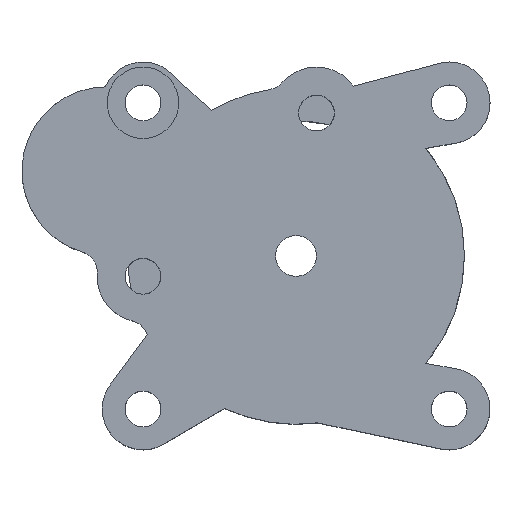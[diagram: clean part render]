
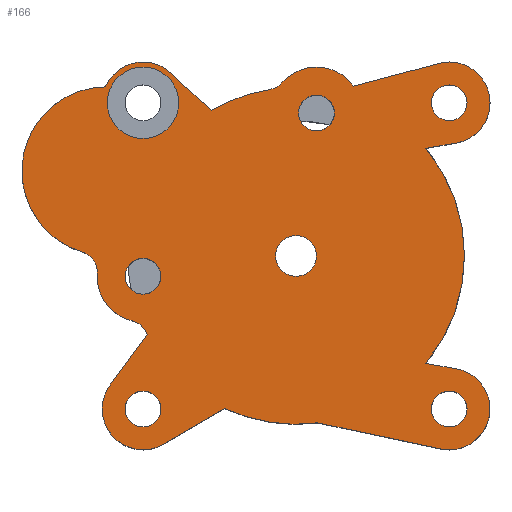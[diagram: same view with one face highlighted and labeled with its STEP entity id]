
A CAD part, top view. The second image highlights one B-rep face of the part: STEP entity #166.
In plain terms, the highlighted planar face has unit normal (0, 0, 1).
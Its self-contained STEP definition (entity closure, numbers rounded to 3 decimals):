
#166=ADVANCED_FACE('',(#373,#374,#375,#376,#377,#378,#379,#380),#381,.T.);
#373=FACE_BOUND('',#619,.T.);
#374=FACE_BOUND('',#620,.T.);
#375=FACE_BOUND('',#621,.T.);
#376=FACE_OUTER_BOUND('',#622,.T.);
#377=FACE_BOUND('',#623,.T.);
#378=FACE_BOUND('',#624,.T.);
#379=FACE_BOUND('',#625,.T.);
#380=FACE_BOUND('',#626,.T.);
#381=PLANE('',#627);
#619=EDGE_LOOP('',(#1074));
#620=EDGE_LOOP('',(#1075));
#621=EDGE_LOOP('',(#1076));
#622=EDGE_LOOP('',(#1077,#1078,#1079,#1080,#1081,#1082,#1083,#1084,#1085,#1086,#1087,#1088,#1089,#1090,#1091,#1092,#1093,#1094,#1095,#1096,#1097));
#623=EDGE_LOOP('',(#1098));
#624=EDGE_LOOP('',(#1099));
#625=EDGE_LOOP('',(#1100));
#626=EDGE_LOOP('',(#1101));
#627=AXIS2_PLACEMENT_3D('',#1102,#1103,#1104);
#1074=ORIENTED_EDGE('',*,*,#1549,.T.);
#1075=ORIENTED_EDGE('',*,*,#1521,.T.);
#1076=ORIENTED_EDGE('',*,*,#1550,.T.);
#1077=ORIENTED_EDGE('',*,*,#1440,.T.);
#1078=ORIENTED_EDGE('',*,*,#1538,.F.);
#1079=ORIENTED_EDGE('',*,*,#1551,.T.);
#1080=ORIENTED_EDGE('',*,*,#1552,.T.);
#1081=ORIENTED_EDGE('',*,*,#1553,.T.);
#1082=ORIENTED_EDGE('',*,*,#1493,.T.);
#1083=ORIENTED_EDGE('',*,*,#1554,.F.);
#1084=ORIENTED_EDGE('',*,*,#1444,.T.);
#1085=ORIENTED_EDGE('',*,*,#1453,.F.);
#1086=ORIENTED_EDGE('',*,*,#1455,.T.);
#1087=ORIENTED_EDGE('',*,*,#1424,.T.);
#1088=ORIENTED_EDGE('',*,*,#1531,.T.);
#1089=ORIENTED_EDGE('',*,*,#1555,.T.);
#1090=ORIENTED_EDGE('',*,*,#1556,.T.);
#1091=ORIENTED_EDGE('',*,*,#1542,.T.);
#1092=ORIENTED_EDGE('',*,*,#1557,.T.);
#1093=ORIENTED_EDGE('',*,*,#1558,.T.);
#1094=ORIENTED_EDGE('',*,*,#1559,.T.);
#1095=ORIENTED_EDGE('',*,*,#1560,.T.);
#1096=ORIENTED_EDGE('',*,*,#1561,.T.);
#1097=ORIENTED_EDGE('',*,*,#1458,.T.);
#1098=ORIENTED_EDGE('',*,*,#1562,.T.);
#1099=ORIENTED_EDGE('',*,*,#1563,.T.);
#1100=ORIENTED_EDGE('',*,*,#1413,.T.);
#1101=ORIENTED_EDGE('',*,*,#1564,.T.);
#1102=CARTESIAN_POINT('',(0.0,0.0,21.0));
#1103=DIRECTION('',(0.0,0.0,1.0));
#1104=DIRECTION('',(-1.0,0.0,0.0));
#1413=EDGE_CURVE('',#1694,#1694,#1695,.T.);
#1424=EDGE_CURVE('',#1714,#1712,#1715,.T.);
#1440=EDGE_CURVE('',#1744,#1742,#1745,.T.);
#1444=EDGE_CURVE('',#1750,#1748,#1751,.F.);
#1453=EDGE_CURVE('',#1763,#1748,#1765,.T.);
#1455=EDGE_CURVE('',#1763,#1714,#1767,.F.);
#1458=EDGE_CURVE('',#1771,#1744,#1772,.T.);
#1493=EDGE_CURVE('',#1832,#1830,#1833,.T.);
#1521=EDGE_CURVE('',#1869,#1869,#1870,.T.);
#1531=EDGE_CURVE('',#1712,#1882,#1883,.T.);
#1538=EDGE_CURVE('',#1890,#1742,#1892,.T.);
#1542=EDGE_CURVE('',#1894,#1896,#1898,.T.);
#1549=EDGE_CURVE('',#1906,#1906,#1907,.T.);
#1550=EDGE_CURVE('',#1908,#1908,#1909,.T.);
#1551=EDGE_CURVE('',#1890,#1910,#1911,.F.);
#1552=EDGE_CURVE('',#1910,#1912,#1913,.T.);
#1553=EDGE_CURVE('',#1912,#1832,#1914,.T.);
#1554=EDGE_CURVE('',#1750,#1830,#1915,.T.);
#1555=EDGE_CURVE('',#1882,#1916,#1917,.T.);
#1556=EDGE_CURVE('',#1916,#1894,#1918,.T.);
#1557=EDGE_CURVE('',#1896,#1919,#1920,.T.);
#1558=EDGE_CURVE('',#1919,#1921,#1922,.T.);
#1559=EDGE_CURVE('',#1921,#1923,#1924,.T.);
#1560=EDGE_CURVE('',#1923,#1925,#1926,.T.);
#1561=EDGE_CURVE('',#1925,#1771,#1927,.T.);
#1562=EDGE_CURVE('',#1928,#1928,#1929,.F.);
#1563=EDGE_CURVE('',#1930,#1930,#1931,.F.);
#1564=EDGE_CURVE('',#1932,#1932,#1933,.T.);
#1694=VERTEX_POINT('',#2085);
#1695=CIRCLE('',#2086,1.75);
#1712=VERTEX_POINT('',#2107);
#1714=VERTEX_POINT('',#2110);
#1715=CIRCLE('',#2111,16.5);
#1742=VERTEX_POINT('',#2148);
#1744=VERTEX_POINT('',#2151);
#1745=LINE('',#2152,#2153);
#1748=VERTEX_POINT('',#2157);
#1750=VERTEX_POINT('',#2160);
#1751=CIRCLE('',#2161,2.0);
#1763=VERTEX_POINT('',#2176);
#1765=CIRCLE('',#2179,4.5);
#1767=CIRCLE('',#2181,2.0);
#1771=VERTEX_POINT('',#2185);
#1772=CIRCLE('',#2186,4.0);
#1830=VERTEX_POINT('',#2259);
#1832=VERTEX_POINT('',#2262);
#1833=CIRCLE('',#2263,4.0);
#1869=VERTEX_POINT('',#2312);
#1870=CIRCLE('',#2313,1.75);
#1882=VERTEX_POINT('',#2330);
#1883=LINE('',#2331,#2332);
#1890=VERTEX_POINT('',#2341);
#1892=CIRCLE('',#2344,4.5);
#1894=VERTEX_POINT('',#2346);
#1896=VERTEX_POINT('',#2349);
#1898=CIRCLE('',#2352,16.5);
#1906=VERTEX_POINT('',#2362);
#1907=CIRCLE('',#2363,3.5);
#1908=VERTEX_POINT('',#2364);
#1909=CIRCLE('',#2365,1.75);
#1910=VERTEX_POINT('',#2366);
#1911=CIRCLE('',#2367,2.0);
#1912=VERTEX_POINT('',#2368);
#1913=CIRCLE('',#2369,16.5);
#1914=LINE('',#2370,#2371);
#1915=CIRCLE('',#2372,8.261);
#1916=VERTEX_POINT('',#2373);
#1917=CIRCLE('',#2374,4.0);
#1918=LINE('',#2375,#2376);
#1919=VERTEX_POINT('',#2377);
#1920=LINE('',#2378,#2379);
#1921=VERTEX_POINT('',#2380);
#1922=CIRCLE('',#2381,4.);
#1923=VERTEX_POINT('',#2382);
#1924=LINE('',#2383,#2384);
#1925=VERTEX_POINT('',#2385);
#1926=CIRCLE('',#2386,16.5);
#1927=LINE('',#2387,#2388);
#1928=VERTEX_POINT('',#2389);
#1929=CIRCLE('',#2390,1.75);
#1930=VERTEX_POINT('',#2391);
#1931=CIRCLE('',#2392,1.75);
#1932=VERTEX_POINT('',#2393);
#1933=CIRCLE('',#2394,2.0);
#2085=CARTESIAN_POINT('',(-16.75,-15.0,21.0));
#2086=AXIS2_PLACEMENT_3D('',#2541,#2542,#2543);
#2107=CARTESIAN_POINT('',(-14.58,-7.725,21.));
#2110=CARTESIAN_POINT('',(-14.738,-7.419,21.0));
#2111=AXIS2_PLACEMENT_3D('',#2561,#2562,#2563);
#2148=CARTESIAN_POINT('',(5.652,16.629,21.));
#2151=CARTESIAN_POINT('',(14.308,18.94,21.));
#2152=CARTESIAN_POINT('',(14.308,18.94,21.));
#2153=VECTOR('',#2581,1.0);
#2157=CARTESIAN_POINT('',(-19.489,-1.687,21.));
#2160=CARTESIAN_POINT('',(-20.922,0.372,21.));
#2161=AXIS2_PLACEMENT_3D('',#2584,#2585,#2586);
#2176=CARTESIAN_POINT('',(-16.055,-6.375,21.));
#2179=AXIS2_PLACEMENT_3D('',#2597,#2598,#2599);
#2181=AXIS2_PLACEMENT_3D('',#2600,#2601,#2602);
#2185=CARTESIAN_POINT('',(15.692,11.06,21.));
#2186=AXIS2_PLACEMENT_3D('',#2606,#2607,#2608);
#2259=CARTESIAN_POINT('',(-18.683,16.561,21.));
#2262=CARTESIAN_POINT('',(-12.272,17.925,21.));
#2263=AXIS2_PLACEMENT_3D('',#2667,#2668,#2669);
#2312=CARTESIAN_POINT('',(13.25,-15.0,21.0));
#2313=AXIS2_PLACEMENT_3D('',#2701,#2702,#2703);
#2330=CARTESIAN_POINT('',(-18.064,-12.429,21.));
#2331=CARTESIAN_POINT('',(-14.512,-7.633,21.));
#2332=VECTOR('',#2709,1.0);
#2341=CARTESIAN_POINT('',(-1.392,16.957,21.));
#2344=AXIS2_PLACEMENT_3D('',#2716,#2717,#2718);
#2346=CARTESIAN_POINT('',(-6.984,-14.949,21.0));
#2349=CARTESIAN_POINT('',(2.132,-16.362,21.));
#2352=AXIS2_PLACEMENT_3D('',#2721,#2722,#2723);
#2362=CARTESIAN_POINT('',(-18.5,15.0,21.));
#2363=AXIS2_PLACEMENT_3D('',#2729,#2730,#2731);
#2364=CARTESIAN_POINT('',(13.25,15.0,21.));
#2365=AXIS2_PLACEMENT_3D('',#2732,#2733,#2734);
#2366=CARTESIAN_POINT('',(-2.586,16.296,21.0));
#2367=AXIS2_PLACEMENT_3D('',#2735,#2736,#2737);
#2368=CARTESIAN_POINT('',(-8.326,14.245,21.0));
#2369=AXIS2_PLACEMENT_3D('',#2738,#2739,#2740);
#2370=CARTESIAN_POINT('',(-6.859,12.878,21.));
#2371=VECTOR('',#2741,1.0);
#2372=AXIS2_PLACEMENT_3D('',#2742,#2743,#2744);
#2373=CARTESIAN_POINT('',(-12.982,-18.454,21.));
#2374=AXIS2_PLACEMENT_3D('',#2745,#2746,#2747);
#2375=CARTESIAN_POINT('',(-12.982,-18.454,21.));
#2376=VECTOR('',#2748,1.0);
#2377=CARTESIAN_POINT('',(14.374,-18.951,21.));
#2378=CARTESIAN_POINT('',(0.892,-16.1,21.));
#2379=VECTOR('',#2749,1.0);
#2380=CARTESIAN_POINT('',(15.692,-11.06,21.));
#2381=AXIS2_PLACEMENT_3D('',#2750,#2751,#2752);
#2382=CARTESIAN_POINT('',(12.699,-10.535,21.0));
#2383=CARTESIAN_POINT('',(15.692,-11.06,21.));
#2384=VECTOR('',#2753,1.0);
#2385=CARTESIAN_POINT('',(12.699,10.535,21.0));
#2386=AXIS2_PLACEMENT_3D('',#2754,#2755,#2756);
#2387=CARTESIAN_POINT('',(12.5,10.5,21.));
#2388=VECTOR('',#2757,1.0);
#2389=CARTESIAN_POINT('',(0.25,14.0,21.0));
#2390=AXIS2_PLACEMENT_3D('',#2758,#2759,#2760);
#2391=CARTESIAN_POINT('',(-16.75,-2.,21.0));
#2392=AXIS2_PLACEMENT_3D('',#2761,#2762,#2763);
#2393=CARTESIAN_POINT('',(-2.0,0.0,21.0));
#2394=AXIS2_PLACEMENT_3D('',#2764,#2765,#2766);
#2541=CARTESIAN_POINT('',(-15.0,-15.0,21.0));
#2542=DIRECTION('',(0.0,0.0,-1.0));
#2543=DIRECTION('',(-1.0,0.0,0.0));
#2561=CARTESIAN_POINT('',(0.0,0.0,21.0));
#2562=DIRECTION('',(0.0,0.0,1.0));
#2563=DIRECTION('',(-1.0,0.0,0.0));
#2581=DIRECTION('',(-0.966,-0.258,0.0));
#2584=CARTESIAN_POINT('',(-21.484,-1.547,21.0));
#2585=DIRECTION('',(0.0,0.0,1.0));
#2586=DIRECTION('',(-1.0,0.0,0.0));
#2597=CARTESIAN_POINT('',(-15.,-2.,21.));
#2598=DIRECTION('',(0.0,0.0,-1.0));
#2599=DIRECTION('',(-1.0,0.0,0.0));
#2600=CARTESIAN_POINT('',(-16.524,-8.319,21.0));
#2601=DIRECTION('',(0.0,0.0,1.0));
#2602=DIRECTION('',(-1.0,0.0,0.0));
#2606=CARTESIAN_POINT('',(15.0,15.0,21.));
#2607=DIRECTION('',(0.0,0.0,1.0));
#2608=DIRECTION('',(-1.0,0.0,0.0));
#2667=CARTESIAN_POINT('',(-15.0,15.0,21.));
#2668=DIRECTION('',(0.0,0.0,1.0));
#2669=DIRECTION('',(-1.0,0.0,0.0));
#2701=CARTESIAN_POINT('',(15.0,-15.0,21.0));
#2702=DIRECTION('',(0.0,0.0,-1.0));
#2703=DIRECTION('',(-1.0,0.0,0.0));
#2709=DIRECTION('',(-0.595,-0.804,0.0));
#2716=CARTESIAN_POINT('',(2.,14.0,21.));
#2717=DIRECTION('',(0.0,0.0,-1.0));
#2718=DIRECTION('',(-1.0,0.0,0.0));
#2721=CARTESIAN_POINT('',(0.0,0.0,21.0));
#2722=DIRECTION('',(0.0,0.0,1.0));
#2723=DIRECTION('',(-1.0,0.0,0.0));
#2729=CARTESIAN_POINT('',(-15.0,15.0,21.));
#2730=DIRECTION('',(0.0,0.0,-1.0));
#2731=DIRECTION('',(-1.0,0.0,0.0));
#2732=CARTESIAN_POINT('',(15.0,15.0,21.));
#2733=DIRECTION('',(0.0,0.0,-1.0));
#2734=DIRECTION('',(-1.0,0.0,0.0));
#2735=CARTESIAN_POINT('',(-2.9,18.271,21.0));
#2736=DIRECTION('',(0.0,0.0,1.0));
#2737=DIRECTION('',(-1.0,0.0,0.0));
#2738=CARTESIAN_POINT('',(0.0,0.0,21.0));
#2739=DIRECTION('',(0.0,0.0,1.0));
#2740=DIRECTION('',(-1.0,0.0,0.0));
#2741=DIRECTION('',(-0.731,0.682,0.0));
#2742=CARTESIAN_POINT('',(-18.6,8.3,21.));
#2743=DIRECTION('',(0.0,0.0,-1.0));
#2744=DIRECTION('',(-1.0,0.0,0.0));
#2745=CARTESIAN_POINT('',(-15.0,-15.0,21.));
#2746=DIRECTION('',(0.0,0.0,1.0));
#2747=DIRECTION('',(-1.0,0.0,0.0));
#2748=DIRECTION('',(0.863,0.504,0.0));
#2749=DIRECTION('',(0.978,-0.207,0.0));
#2750=CARTESIAN_POINT('',(15.0,-15.0,21.));
#2751=DIRECTION('',(0.0,0.0,1.0));
#2752=DIRECTION('',(-1.0,0.0,0.0));
#2753=DIRECTION('',(-0.985,0.173,0.0));
#2754=CARTESIAN_POINT('',(0.0,0.0,21.0));
#2755=DIRECTION('',(0.0,0.0,1.0));
#2756=DIRECTION('',(-1.0,0.0,0.0));
#2757=DIRECTION('',(0.985,0.173,0.0));
#2758=CARTESIAN_POINT('',(2.,14.0,21.0));
#2759=DIRECTION('',(0.0,0.0,1.0));
#2760=DIRECTION('',(-1.0,0.0,0.0));
#2761=CARTESIAN_POINT('',(-15.,-2.,21.0));
#2762=DIRECTION('',(0.0,0.0,1.0));
#2763=DIRECTION('',(-1.0,0.0,0.0));
#2764=CARTESIAN_POINT('',(0.0,0.0,21.0));
#2765=DIRECTION('',(0.0,0.0,-1.0));
#2766=DIRECTION('',(-1.0,0.0,0.0));
